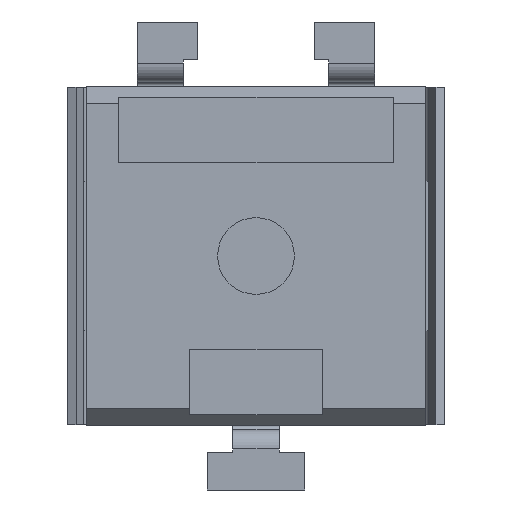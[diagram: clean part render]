
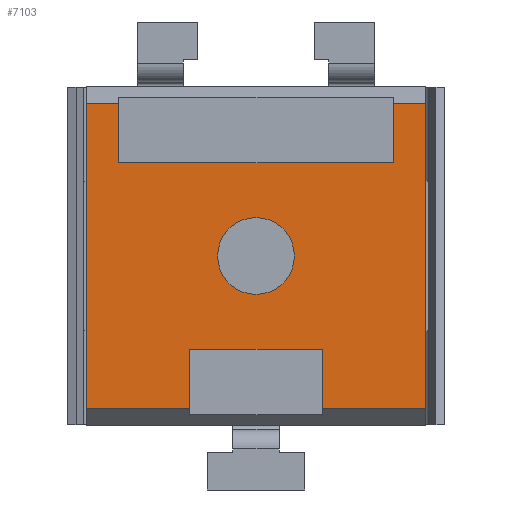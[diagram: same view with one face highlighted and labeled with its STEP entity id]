
A CAD part, front view. The second image highlights one B-rep face of the part: STEP entity #7103.
In plain terms, the highlighted planar face has unit normal (0, -1, 0).
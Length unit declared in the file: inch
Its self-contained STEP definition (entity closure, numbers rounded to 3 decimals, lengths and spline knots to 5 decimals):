
#1008=DIRECTION('',(0.,0.,-1.));
#1009=VECTOR('',#1008,0.15912);
#1010=CARTESIAN_POINT('',(0.,0.,-0.00994));
#1011=LINE('',#1010,#1009);
#1012=DIRECTION('',(1.,0.,0.));
#1013=VECTOR('',#1012,0.054);
#1014=CARTESIAN_POINT('',(0.123,0.,-0.16906));
#1015=LINE('',#1014,#1013);
#1016=DIRECTION('',(1.,0.,0.));
#1017=VECTOR('',#1016,0.054);
#1018=CARTESIAN_POINT('',(0.,0.,-0.16906));
#1019=LINE('',#1018,#1017);
#1024=DIRECTION('',(0.,0.,1.));
#1025=VECTOR('',#1024,0.03096);
#1026=CARTESIAN_POINT('',(0.054,0.,-0.16906));
#1027=LINE('',#1026,#1025);
#1028=CARTESIAN_POINT('',(0.0885,0.,-0.0895));
#1029=DIRECTION('',(0.,-1.,0.));
#1030=DIRECTION('',(-1.,0.,0.));
#1031=AXIS2_PLACEMENT_3D('',#1028,#1029,#1030);
#1033=CARTESIAN_POINT('',(0.0885,0.,-0.0895));
#1034=DIRECTION('',(0.,-1.,0.));
#1035=DIRECTION('',(1.,0.,0.));
#1036=AXIS2_PLACEMENT_3D('',#1033,#1034,#1035);
#1038=DIRECTION('',(-1.,0.,0.));
#1039=VECTOR('',#1038,0.017);
#1040=CARTESIAN_POINT('',(0.177,0.,-0.00994));
#1041=LINE('',#1040,#1039);
#1046=DIRECTION('',(-1.,0.,0.));
#1047=VECTOR('',#1046,0.017);
#1048=CARTESIAN_POINT('',(0.017,0.,-0.00994));
#1049=LINE('',#1048,#1047);
#1310=DIRECTION('',(0.,0.,1.));
#1311=VECTOR('',#1310,0.15912);
#1312=CARTESIAN_POINT('',(0.177,0.,-0.16906));
#1313=LINE('',#1312,#1311);
#2477=DIRECTION('',(0.,0.,-1.));
#2478=VECTOR('',#2477,0.03096);
#2479=CARTESIAN_POINT('',(0.16,0.,-0.00994));
#2480=LINE('',#2479,#2478);
#2485=DIRECTION('',(-1.,0.,0.));
#2486=VECTOR('',#2485,0.143);
#2487=CARTESIAN_POINT('',(0.16,0.,-0.0409));
#2488=LINE('',#2487,#2486);
#2509=DIRECTION('',(0.,0.,1.));
#2510=VECTOR('',#2509,0.03096);
#2511=CARTESIAN_POINT('',(0.017,0.,-0.0409));
#2512=LINE('',#2511,#2510);
#2521=DIRECTION('',(0.,0.,-1.));
#2522=VECTOR('',#2521,0.03096);
#2523=CARTESIAN_POINT('',(0.123,0.,-0.1381));
#2524=LINE('',#2523,#2522);
#2541=DIRECTION('',(1.,0.,0.));
#2542=VECTOR('',#2541,0.069);
#2543=CARTESIAN_POINT('',(0.054,0.,-0.1381));
#2544=LINE('',#2543,#2542);
#4531=CARTESIAN_POINT('',(0.,0.,-0.16906));
#4532=CARTESIAN_POINT('',(0.054,0.,-0.16906));
#4533=VERTEX_POINT('',#4531);
#4534=VERTEX_POINT('',#4532);
#4535=CARTESIAN_POINT('',(0.,0.,-0.00994));
#4536=VERTEX_POINT('',#4535);
#4537=CARTESIAN_POINT('',(0.017,0.,-0.00994));
#4538=VERTEX_POINT('',#4537);
#4539=CARTESIAN_POINT('',(0.017,0.,-0.0409));
#4540=VERTEX_POINT('',#4539);
#4541=CARTESIAN_POINT('',(0.16,0.,-0.0409));
#4542=VERTEX_POINT('',#4541);
#4543=CARTESIAN_POINT('',(0.16,0.,-0.00994));
#4544=VERTEX_POINT('',#4543);
#4545=CARTESIAN_POINT('',(0.177,0.,-0.00994));
#4546=VERTEX_POINT('',#4545);
#4547=CARTESIAN_POINT('',(0.177,0.,-0.16906));
#4548=VERTEX_POINT('',#4547);
#4549=CARTESIAN_POINT('',(0.123,0.,-0.16906));
#4550=VERTEX_POINT('',#4549);
#4551=CARTESIAN_POINT('',(0.123,0.,-0.1381));
#4552=VERTEX_POINT('',#4551);
#4553=CARTESIAN_POINT('',(0.054,0.,-0.1381));
#4554=VERTEX_POINT('',#4553);
#4555=CARTESIAN_POINT('',(0.0685,0.,-0.0895));
#4556=CARTESIAN_POINT('',(0.1085,0.,-0.0895));
#4557=VERTEX_POINT('',#4555);
#4558=VERTEX_POINT('',#4556);
#7070=CARTESIAN_POINT('',(0.0885,0.,-0.0895));
#7071=DIRECTION('',(0.,1.,0.));
#7072=DIRECTION('',(1.,0.,0.));
#7073=AXIS2_PLACEMENT_3D('',#7070,#7071,#7072);
#7074=PLANE('',#7073);
#7075=ORIENTED_EDGE('',*,*,#7050,.F.);
#7076=ORIENTED_EDGE('',*,*,#7027,.F.);
#7078=ORIENTED_EDGE('',*,*,#7077,.F.);
#7080=ORIENTED_EDGE('',*,*,#7079,.F.);
#7082=ORIENTED_EDGE('',*,*,#7081,.F.);
#7084=ORIENTED_EDGE('',*,*,#7083,.F.);
#7086=ORIENTED_EDGE('',*,*,#7085,.F.);
#7088=ORIENTED_EDGE('',*,*,#7087,.F.);
#7089=ORIENTED_EDGE('',*,*,#7043,.F.);
#7091=ORIENTED_EDGE('',*,*,#7090,.F.);
#7093=ORIENTED_EDGE('',*,*,#7092,.F.);
#7094=ORIENTED_EDGE('',*,*,#7061,.F.);
#7095=EDGE_LOOP('',(#7075,#7076,#7078,#7080,#7082,#7084,#7086,#7088,#7089,#7091,
#7093,#7094));
#7096=FACE_OUTER_BOUND('',#7095,.F.);
#7098=ORIENTED_EDGE('',*,*,#7097,.T.);
#7100=ORIENTED_EDGE('',*,*,#7099,.T.);
#7101=EDGE_LOOP('',(#7098,#7100));
#7102=FACE_BOUND('',#7101,.F.);
#7103=ADVANCED_FACE('',(#7096,#7102),#7074,.F.);
#1032=CIRCLE('',#1031,0.02);
#1037=CIRCLE('',#1036,0.02);
#7027=EDGE_CURVE('',#4536,#4533,#1011,.T.);
#7043=EDGE_CURVE('',#4550,#4548,#1015,.T.);
#7050=EDGE_CURVE('',#4533,#4534,#1019,.T.);
#7061=EDGE_CURVE('',#4534,#4554,#1027,.T.);
#7077=EDGE_CURVE('',#4538,#4536,#1049,.T.);
#7079=EDGE_CURVE('',#4540,#4538,#2512,.T.);
#7081=EDGE_CURVE('',#4542,#4540,#2488,.T.);
#7083=EDGE_CURVE('',#4544,#4542,#2480,.T.);
#7085=EDGE_CURVE('',#4546,#4544,#1041,.T.);
#7087=EDGE_CURVE('',#4548,#4546,#1313,.T.);
#7090=EDGE_CURVE('',#4552,#4550,#2524,.T.);
#7092=EDGE_CURVE('',#4554,#4552,#2544,.T.);
#7097=EDGE_CURVE('',#4557,#4558,#1032,.T.);
#7099=EDGE_CURVE('',#4558,#4557,#1037,.T.);
